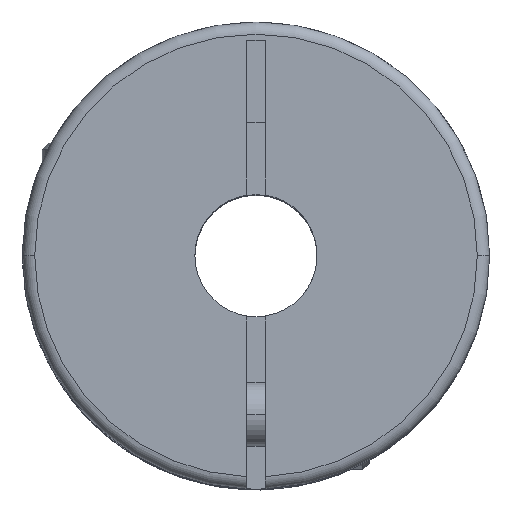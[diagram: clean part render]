
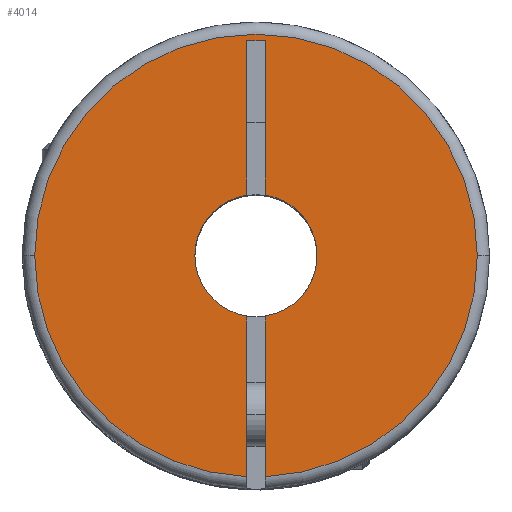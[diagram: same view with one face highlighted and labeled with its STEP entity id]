
A CAD part, top view. The second image highlights one B-rep face of the part: STEP entity #4014.
In plain terms, the highlighted planar face has unit normal (0, 0, 1).
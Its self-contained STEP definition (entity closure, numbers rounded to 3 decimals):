
#20 = EDGE_CURVE ( 'NONE', #947, #1452, #4138, .T. ) ;
#86 = DIRECTION ( 'NONE',  ( 0., -1., 0. ) ) ;
#105 = DIRECTION ( 'NONE',  ( 0., 0., -1. ) ) ;
#109 = VECTOR ( 'NONE', #3768, 1000. ) ;
#218 = CARTESIAN_POINT ( 'NONE',  ( -0.375, 2.472, 0. ) ) ;
#356 = CARTESIAN_POINT ( 'NONE',  ( 0.375, -9.042, 0. ) ) ;
#565 = CIRCLE ( 'NONE', #3514, 9.05 ) ;
#604 = EDGE_CURVE ( 'NONE', #4017, #3723, #4001, .T. ) ;
#630 = VERTEX_POINT ( 'NONE', #3625 ) ;
#637 = ORIENTED_EDGE ( 'NONE', *, *, #665, .T. ) ;
#654 = CARTESIAN_POINT ( 'NONE',  ( 0., 0., 0. ) ) ;
#659 = EDGE_CURVE ( 'NONE', #1473, #3015, #992, .T. ) ;
#665 = EDGE_CURVE ( 'NONE', #630, #2711, #3163, .T. ) ;
#669 = CARTESIAN_POINT ( 'NONE',  ( -0.375, 8.8, 0. ) ) ;
#698 = FACE_OUTER_BOUND ( 'NONE', #3026, .T. ) ;
#712 = ORIENTED_EDGE ( 'NONE', *, *, #1306, .F. ) ;
#721 = CARTESIAN_POINT ( 'NONE',  ( 0., 0., 0. ) ) ;
#752 = CARTESIAN_POINT ( 'NONE',  ( -9.05, 0., 0. ) ) ;
#786 = DIRECTION ( 'NONE',  ( 0., 0., -1. ) ) ;
#797 = CIRCLE ( 'NONE', #1636, 9.05 ) ;
#804 = DIRECTION ( 'NONE',  ( -1., 0., 0. ) ) ;
#806 = DIRECTION ( 'NONE',  ( -1., 0., 0. ) ) ;
#832 = DIRECTION ( 'NONE',  ( 0., -1., 0. ) ) ;
#837 = CARTESIAN_POINT ( 'NONE',  ( 0.375, -9.55, 0. ) ) ;
#901 = CARTESIAN_POINT ( 'NONE',  ( 0., 0., 0. ) ) ;
#925 = CARTESIAN_POINT ( 'NONE',  ( 0.375, 8.8, 0. ) ) ;
#947 = VERTEX_POINT ( 'NONE', #1389 ) ;
#992 = LINE ( 'NONE', #925, #2250 ) ;
#1113 = AXIS2_PLACEMENT_3D ( 'NONE', #1142, #2155, #804 ) ;
#1137 = CARTESIAN_POINT ( 'NONE',  ( -0.375, -2.472, 0. ) ) ;
#1142 = CARTESIAN_POINT ( 'NONE',  ( 0., 0., 0. ) ) ;
#1215 = ORIENTED_EDGE ( 'NONE', *, *, #2387, .F. ) ;
#1250 = CARTESIAN_POINT ( 'NONE',  ( 0.375, -2.472, 0. ) ) ;
#1306 = EDGE_CURVE ( 'NONE', #3015, #2711, #1308, .T. ) ;
#1308 = LINE ( 'NONE', #669, #2875 ) ;
#1371 = ORIENTED_EDGE ( 'NONE', *, *, #1824, .F. ) ;
#1389 = CARTESIAN_POINT ( 'NONE',  ( -0.375, -9.042, 0. ) ) ;
#1395 = VERTEX_POINT ( 'NONE', #1137 ) ;
#1411 = DIRECTION ( 'NONE',  ( 0., 0., -1. ) ) ;
#1452 = VERTEX_POINT ( 'NONE', #752 ) ;
#1473 = VERTEX_POINT ( 'NONE', #2455 ) ;
#1636 = AXIS2_PLACEMENT_3D ( 'NONE', #654, #3668, #1698 ) ;
#1667 = ORIENTED_EDGE ( 'NONE', *, *, #20, .F. ) ;
#1698 = DIRECTION ( 'NONE',  ( -1., 0., 0. ) ) ;
#1785 = CARTESIAN_POINT ( 'NONE',  ( -0.375, 8.8, 0. ) ) ;
#1824 = EDGE_CURVE ( 'NONE', #1395, #947, #2905, .T. ) ;
#1880 = LINE ( 'NONE', #837, #2152 ) ;
#1926 = CARTESIAN_POINT ( 'NONE',  ( -0.375, 8.8, 0. ) ) ;
#1929 = DIRECTION ( 'NONE',  ( -1., 0., 0. ) ) ;
#2008 = CARTESIAN_POINT ( 'NONE',  ( 0., 0., 0. ) ) ;
#2051 = VERTEX_POINT ( 'NONE', #2300 ) ;
#2054 = CARTESIAN_POINT ( 'NONE',  ( 0.375, 2.472, 0. ) ) ;
#2070 = CARTESIAN_POINT ( 'NONE',  ( 0., 0., 0. ) ) ;
#2114 = DIRECTION ( 'NONE',  ( -1., 0., 0. ) ) ;
#2115 = VECTOR ( 'NONE', #832, 1000. ) ;
#2152 = VECTOR ( 'NONE', #4205, 1000. ) ;
#2155 = DIRECTION ( 'NONE',  ( 0., 0., -1. ) ) ;
#2250 = VECTOR ( 'NONE', #3942, 1000. ) ;
#2300 = CARTESIAN_POINT ( 'NONE',  ( 9.05, 0., 0. ) ) ;
#2327 = EDGE_CURVE ( 'NONE', #1395, #630, #3233, .T. ) ;
#2357 = ORIENTED_EDGE ( 'NONE', *, *, #3844, .F. ) ;
#2387 = EDGE_CURVE ( 'NONE', #1452, #2051, #565, .T. ) ;
#2403 = ORIENTED_EDGE ( 'NONE', *, *, #604, .T. ) ;
#2425 = ORIENTED_EDGE ( 'NONE', *, *, #2327, .T. ) ;
#2427 = LINE ( 'NONE', #3477, #109 ) ;
#2455 = CARTESIAN_POINT ( 'NONE',  ( 0.375, 8.8, 0. ) ) ;
#2671 = AXIS2_PLACEMENT_3D ( 'NONE', #901, #2885, #1929 ) ;
#2711 = VERTEX_POINT ( 'NONE', #218 ) ;
#2875 = VECTOR ( 'NONE', #3988, 1000. ) ;
#2885 = DIRECTION ( 'NONE',  ( 0., 0., -1. ) ) ;
#2905 = LINE ( 'NONE', #1926, #2115 ) ;
#2994 = DIRECTION ( 'NONE',  ( -1., 0., 0. ) ) ;
#3015 = VERTEX_POINT ( 'NONE', #1785 ) ;
#3026 = EDGE_LOOP ( 'NONE', ( #1667, #1371, #2425, #637, #712, #3179, #4060, #2403, #3046, #2357, #1215 ) ) ;
#3046 = ORIENTED_EDGE ( 'NONE', *, *, #3319, .F. ) ;
#3163 = CIRCLE ( 'NONE', #3508, 2.5 ) ;
#3179 = ORIENTED_EDGE ( 'NONE', *, *, #659, .F. ) ;
#3233 = CIRCLE ( 'NONE', #3735, 2.5 ) ;
#3319 = EDGE_CURVE ( 'NONE', #3422, #3723, #1880, .T. ) ;
#3422 = VERTEX_POINT ( 'NONE', #356 ) ;
#3477 = CARTESIAN_POINT ( 'NONE',  ( 0.375, -9.55, 0. ) ) ;
#3497 = EDGE_CURVE ( 'NONE', #4017, #1473, #2427, .T. ) ;
#3508 = AXIS2_PLACEMENT_3D ( 'NONE', #2008, #4313, #2994 ) ;
#3514 = AXIS2_PLACEMENT_3D ( 'NONE', #3865, #786, #806 ) ;
#3625 = CARTESIAN_POINT ( 'NONE',  ( -2.5, 0., 0. ) ) ;
#3668 = DIRECTION ( 'NONE',  ( 0., 0., -1. ) ) ;
#3723 = VERTEX_POINT ( 'NONE', #1250 ) ;
#3735 = AXIS2_PLACEMENT_3D ( 'NONE', #2070, #1411, #2114 ) ;
#3768 = DIRECTION ( 'NONE',  ( 0., 1., 0. ) ) ;
#3784 = PLANE ( 'NONE',  #4096 ) ;
#3844 = EDGE_CURVE ( 'NONE', #2051, #3422, #797, .T. ) ;
#3865 = CARTESIAN_POINT ( 'NONE',  ( 0., 0., 0. ) ) ;
#3942 = DIRECTION ( 'NONE',  ( -1., 0., 0. ) ) ;
#3988 = DIRECTION ( 'NONE',  ( 0., -1., 0. ) ) ;
#4001 = CIRCLE ( 'NONE', #2671, 2.5 ) ;
#4014 = ADVANCED_FACE ( 'NONE', ( #698 ), #3784, .F. ) ;
#4017 = VERTEX_POINT ( 'NONE', #2054 ) ;
#4060 = ORIENTED_EDGE ( 'NONE', *, *, #3497, .F. ) ;
#4096 = AXIS2_PLACEMENT_3D ( 'NONE', #721, #105, #86 ) ;
#4138 = CIRCLE ( 'NONE', #1113, 9.05 ) ;
#4205 = DIRECTION ( 'NONE',  ( 0., 1., 0. ) ) ;
#4313 = DIRECTION ( 'NONE',  ( 0., 0., -1. ) ) ;
